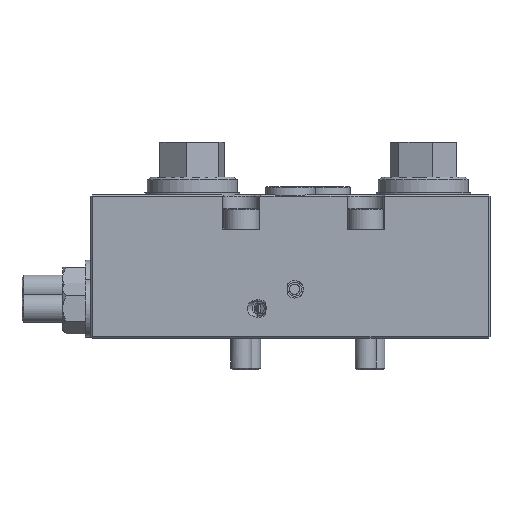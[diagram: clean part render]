
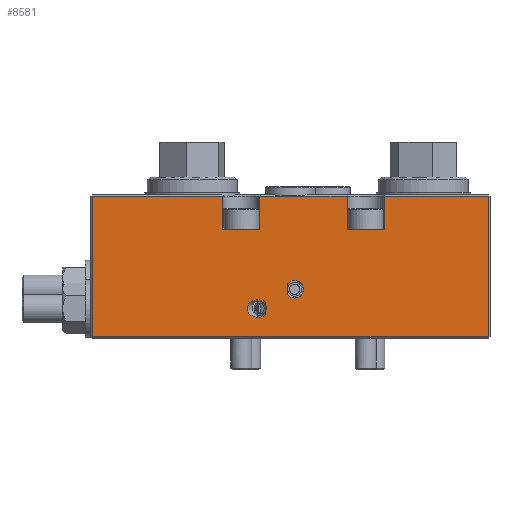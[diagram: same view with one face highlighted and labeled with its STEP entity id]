
A CAD part, front view. The second image highlights one B-rep face of the part: STEP entity #8581.
In plain terms, the highlighted planar face has unit normal (0, -1, 0).
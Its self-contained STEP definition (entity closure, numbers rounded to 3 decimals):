
#533=ELLIPSE('',#9224,2.427,2.);
#536=ELLIPSE('',#9232,3.034,2.5);
#541=ELLIPSE('',#9290,2.519,2.5);
#602=PLANE('',#9289);
#1508=ORIENTED_EDGE('',*,*,#3679,.F.);
#1509=ORIENTED_EDGE('',*,*,#3668,.F.);
#1510=ORIENTED_EDGE('',*,*,#3677,.F.);
#1511=ORIENTED_EDGE('',*,*,#3674,.F.);
#1512=ORIENTED_EDGE('',*,*,#3852,.F.);
#1513=ORIENTED_EDGE('',*,*,#3853,.F.);
#1514=ORIENTED_EDGE('',*,*,#3854,.F.);
#1515=ORIENTED_EDGE('',*,*,#3725,.T.);
#1516=ORIENTED_EDGE('',*,*,#3855,.T.);
#1517=ORIENTED_EDGE('',*,*,#3856,.T.);
#1518=ORIENTED_EDGE('',*,*,#3857,.F.);
#1519=ORIENTED_EDGE('',*,*,#3858,.F.);
#1520=ORIENTED_EDGE('',*,*,#3859,.F.);
#1521=ORIENTED_EDGE('',*,*,#3860,.T.);
#1522=ORIENTED_EDGE('',*,*,#3861,.T.);
#1523=ORIENTED_EDGE('',*,*,#3862,.T.);
#1524=ORIENTED_EDGE('',*,*,#3863,.T.);
#1525=ORIENTED_EDGE('',*,*,#3864,.T.);
#1526=ORIENTED_EDGE('',*,*,#3865,.F.);
#1527=ORIENTED_EDGE('',*,*,#3866,.F.);
#3668=EDGE_CURVE('',#4850,#4851,#533,.T.);
#3674=EDGE_CURVE('',#4856,#4857,#536,.T.);
#3677=EDGE_CURVE('',#4857,#4850,#5634,.T.);
#3679=EDGE_CURVE('',#4851,#4856,#5636,.T.);
#3725=EDGE_CURVE('',#4901,#4897,#5653,.T.);
#3852=EDGE_CURVE('',#5019,#5020,#541,.T.);
#3853=EDGE_CURVE('',#5020,#5019,#5709,.T.);
#3854=EDGE_CURVE('',#4901,#5021,#5710,.T.);
#3855=EDGE_CURVE('',#4897,#5022,#5711,.T.);
#3856=EDGE_CURVE('',#5022,#5023,#5712,.T.);
#3857=EDGE_CURVE('',#5024,#5023,#5713,.T.);
#3858=EDGE_CURVE('',#5025,#5024,#5714,.T.);
#3859=EDGE_CURVE('',#5026,#5025,#5715,.T.);
#3860=EDGE_CURVE('',#5026,#5027,#5716,.T.);
#3861=EDGE_CURVE('',#5027,#5028,#5717,.T.);
#3862=EDGE_CURVE('',#5028,#5029,#5718,.T.);
#3863=EDGE_CURVE('',#5029,#5030,#5719,.T.);
#3864=EDGE_CURVE('',#5030,#5031,#5720,.T.);
#3865=EDGE_CURVE('',#5032,#5031,#5721,.T.);
#3866=EDGE_CURVE('',#5021,#5032,#5722,.T.);
#4850=VERTEX_POINT('',#12610);
#4851=VERTEX_POINT('',#12612);
#4856=VERTEX_POINT('',#12624);
#4857=VERTEX_POINT('',#12626);
#4897=VERTEX_POINT('',#12815);
#4901=VERTEX_POINT('',#12826);
#5019=VERTEX_POINT('',#13183);
#5020=VERTEX_POINT('',#13184);
#5021=VERTEX_POINT('',#13187);
#5022=VERTEX_POINT('',#13189);
#5023=VERTEX_POINT('',#13191);
#5024=VERTEX_POINT('',#13193);
#5025=VERTEX_POINT('',#13195);
#5026=VERTEX_POINT('',#13197);
#5027=VERTEX_POINT('',#13199);
#5028=VERTEX_POINT('',#13201);
#5029=VERTEX_POINT('',#13203);
#5030=VERTEX_POINT('',#13205);
#5031=VERTEX_POINT('',#13207);
#5032=VERTEX_POINT('',#13209);
#5634=LINE('',#12630,#6314);
#5636=LINE('',#12633,#6316);
#5653=LINE('',#12825,#6333);
#5709=LINE('',#13185,#6389);
#5710=LINE('',#13186,#6390);
#5711=LINE('',#13188,#6391);
#5712=LINE('',#13190,#6392);
#5713=LINE('',#13192,#6393);
#5714=LINE('',#13194,#6394);
#5715=LINE('',#13196,#6395);
#5716=LINE('',#13198,#6396);
#5717=LINE('',#13200,#6397);
#5718=LINE('',#13202,#6398);
#5719=LINE('',#13204,#6399);
#5720=LINE('',#13206,#6400);
#5721=LINE('',#13208,#6401);
#5722=LINE('',#13210,#6402);
#6314=VECTOR('',#10204,1000.);
#6316=VECTOR('',#10208,1000.);
#6333=VECTOR('',#10267,1000.);
#6389=VECTOR('',#10391,1000.);
#6390=VECTOR('',#10392,1000.);
#6391=VECTOR('',#10393,1000.);
#6392=VECTOR('',#10394,1000.);
#6393=VECTOR('',#10395,1000.);
#6394=VECTOR('',#10396,1000.);
#6395=VECTOR('',#10397,1000.);
#6396=VECTOR('',#10398,1000.);
#6397=VECTOR('',#10399,1000.);
#6398=VECTOR('',#10400,1000.);
#6399=VECTOR('',#10401,1000.);
#6400=VECTOR('',#10402,1000.);
#6401=VECTOR('',#10403,1000.);
#6402=VECTOR('',#10404,1000.);
#7045=EDGE_LOOP('',(#1508,#1509,#1510,#1511));
#7046=EDGE_LOOP('',(#1512,#1513));
#7047=EDGE_LOOP('',(#1514,#1515,#1516,#1517,#1518,#1519,#1520,#1521,#1522,
#1523,#1524,#1525,#1526,#1527));
#7786=FACE_BOUND('',#7045,.T.);
#7787=FACE_BOUND('',#7046,.T.);
#7788=FACE_BOUND('',#7047,.T.);
#8581=ADVANCED_FACE('',(#7786,#7787,#7788),#602,.T.);
#9224=AXIS2_PLACEMENT_3D('',#12611,#10181,#10182);
#9232=AXIS2_PLACEMENT_3D('',#12625,#10197,#10198);
#9289=AXIS2_PLACEMENT_3D('',#13181,#10387,#10388);
#9290=AXIS2_PLACEMENT_3D('',#13182,#10389,#10390);
#10181=DIRECTION('',(0.,-1.,0.));
#10182=DIRECTION('',(1.,0.,0.));
#10197=DIRECTION('',(0.,-1.,0.));
#10198=DIRECTION('',(-1.,0.,0.));
#10204=DIRECTION('',(0.,0.,1.));
#10208=DIRECTION('',(0.,0.,1.));
#10267=DIRECTION('',(-1.,0.,0.));
#10387=DIRECTION('',(0.,-1.,0.));
#10388=DIRECTION('',(0.,0.,-1.));
#10389=DIRECTION('',(0.,-1.,0.));
#10390=DIRECTION('',(1.,0.,0.));
#10391=DIRECTION('',(0.,0.,-1.));
#10392=DIRECTION('',(0.,0.,-1.));
#10393=DIRECTION('',(-1.,0.,0.));
#10394=DIRECTION('',(-1.,0.,0.));
#10395=DIRECTION('',(0.,0.,1.));
#10396=DIRECTION('',(1.,0.,0.));
#10397=DIRECTION('',(0.,0.,-1.));
#10398=DIRECTION('',(-1.,0.,0.));
#10399=DIRECTION('',(0.,0.,-1.));
#10400=DIRECTION('',(1.,0.,0.));
#10401=DIRECTION('',(0.,0.,1.));
#10402=DIRECTION('',(-1.,0.,0.));
#10403=DIRECTION('',(0.,0.,1.));
#10404=DIRECTION('',(1.,0.,0.));
#12610=CARTESIAN_POINT('',(50.045,0.,7.85));
#12611=CARTESIAN_POINT('',(47.75,0.,8.5));
#12612=CARTESIAN_POINT('',(50.045,0.,9.15));
#12624=CARTESIAN_POINT('',(50.045,0.,10.135));
#12625=CARTESIAN_POINT('',(47.75,0.,8.5));
#12626=CARTESIAN_POINT('',(50.045,0.,6.865));
#12630=CARTESIAN_POINT('',(50.045,0.,0.));
#12633=CARTESIAN_POINT('',(50.045,0.,0.));
#12815=CARTESIAN_POINT('',(60.202,0.,40.5));
#12825=CARTESIAN_POINT('',(0.,0.,40.5));
#12826=CARTESIAN_POINT('',(73.25,0.,40.5));
#13181=CARTESIAN_POINT('',(0.,0.,0.));
#13182=CARTESIAN_POINT('',(58.25,0.,14.));
#13183=CARTESIAN_POINT('',(56.199,0.,12.549));
#13184=CARTESIAN_POINT('',(56.199,0.,15.451));
#13185=CARTESIAN_POINT('',(56.199,0.,0.));
#13186=CARTESIAN_POINT('',(73.25,0.,0.));
#13187=CARTESIAN_POINT('',(73.25,0.,31.));
#13188=CARTESIAN_POINT('',(0.,0.,40.5));
#13189=CARTESIAN_POINT('',(53.798,0.,40.5));
#13190=CARTESIAN_POINT('',(0.,0.,40.5));
#13191=CARTESIAN_POINT('',(48.25,0.,40.5));
#13192=CARTESIAN_POINT('',(48.25,0.,0.));
#13193=CARTESIAN_POINT('',(48.25,0.,31.));
#13194=CARTESIAN_POINT('',(0.,0.,31.));
#13195=CARTESIAN_POINT('',(37.75,0.,31.));
#13196=CARTESIAN_POINT('',(37.75,0.,0.));
#13197=CARTESIAN_POINT('',(37.75,0.,40.5));
#13198=CARTESIAN_POINT('',(0.,0.,40.5));
#13199=CARTESIAN_POINT('',(0.5,0.,40.5));
#13200=CARTESIAN_POINT('',(0.5,0.,0.));
#13201=CARTESIAN_POINT('',(0.5,0.,0.5));
#13202=CARTESIAN_POINT('',(0.,0.,0.5));
#13203=CARTESIAN_POINT('',(113.5,0.,0.5));
#13204=CARTESIAN_POINT('',(113.5,0.,0.));
#13205=CARTESIAN_POINT('',(113.5,0.,40.5));
#13206=CARTESIAN_POINT('',(0.,0.,40.5));
#13207=CARTESIAN_POINT('',(83.75,0.,40.5));
#13208=CARTESIAN_POINT('',(83.75,0.,0.));
#13209=CARTESIAN_POINT('',(83.75,0.,31.));
#13210=CARTESIAN_POINT('',(0.,0.,31.));
